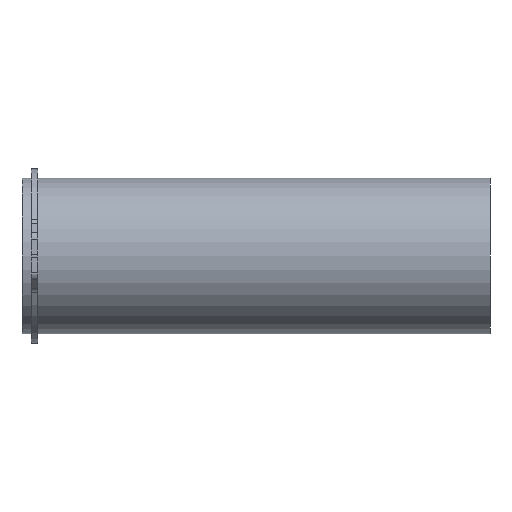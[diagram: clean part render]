
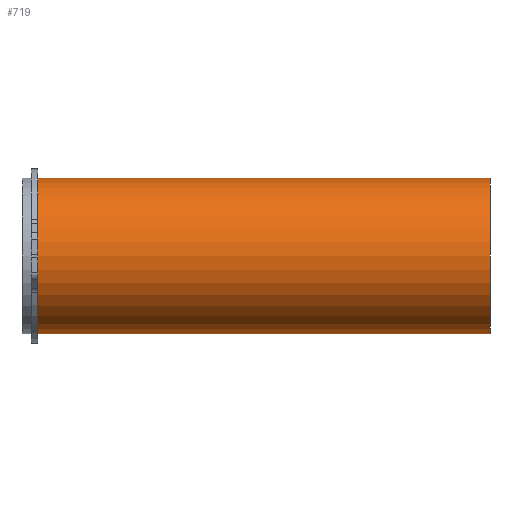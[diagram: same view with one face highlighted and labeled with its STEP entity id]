
A CAD part, left-side view. The second image highlights one B-rep face of the part: STEP entity #719.
In plain terms, the highlighted cylindrical face has radius 12.696 mm (diameter 25.392 mm), a partial arc.
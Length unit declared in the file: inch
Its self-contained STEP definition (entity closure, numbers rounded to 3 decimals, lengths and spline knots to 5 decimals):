
#7 = VERTEX_POINT ( 'NONE', #367 ) ;
#57 = CARTESIAN_POINT ( 'NONE',  ( 0., 2.898, 0.49985 ) ) ;
#67 = EDGE_CURVE ( 'NONE', #7, #922, #1251, .T. ) ;
#92 = EDGE_CURVE ( 'NONE', #198, #105, #936, .T. ) ;
#105 = VERTEX_POINT ( 'NONE', #907 ) ;
#122 = AXIS2_PLACEMENT_3D ( 'NONE', #428, #1167, #958 ) ;
#149 = LINE ( 'NONE', #1090, #1238 ) ;
#171 = ORIENTED_EDGE ( 'NONE', *, *, #67, .T. ) ;
#174 = FACE_OUTER_BOUND ( 'NONE', #1367, .T. ) ;
#198 = VERTEX_POINT ( 'NONE', #57 ) ;
#227 = ORIENTED_EDGE ( 'NONE', *, *, #424, .T. ) ;
#320 = ORIENTED_EDGE ( 'NONE', *, *, #92, .T. ) ;
#343 = VECTOR ( 'NONE', #1206, 39.37008 ) ;
#367 = CARTESIAN_POINT ( 'NONE',  ( 0., 0., -0.49985 ) ) ;
#424 = EDGE_CURVE ( 'NONE', #105, #7, #149, .T. ) ;
#428 = CARTESIAN_POINT ( 'NONE',  ( 0., 3., 0. ) ) ;
#483 = DIRECTION ( 'NONE',  ( 0., 0., 1. ) ) ;
#605 = DIRECTION ( 'NONE',  ( 0., -1., 0. ) ) ;
#704 = DIRECTION ( 'NONE',  ( 0., 0., -1. ) ) ;
#705 = CYLINDRICAL_SURFACE ( 'NONE', #122, 0.49985 ) ;
#719 = ADVANCED_FACE ( 'NONE', ( #174 ), #705, .T. ) ;
#784 = EDGE_CURVE ( 'NONE', #198, #922, #1178, .T. ) ;
#831 = AXIS2_PLACEMENT_3D ( 'NONE', #1014, #1334, #483 ) ;
#848 = CARTESIAN_POINT ( 'NONE',  ( 0., 0., 0.49985 ) ) ;
#899 = DIRECTION ( 'NONE',  ( 0., -1., 0. ) ) ;
#907 = CARTESIAN_POINT ( 'NONE',  ( 0., 2.898, -0.49985 ) ) ;
#922 = VERTEX_POINT ( 'NONE', #848 ) ;
#936 = CIRCLE ( 'NONE', #969, 0.49985 ) ;
#958 = DIRECTION ( 'NONE',  ( 0., 0., -1. ) ) ;
#969 = AXIS2_PLACEMENT_3D ( 'NONE', #1226, #605, #704 ) ;
#988 = CARTESIAN_POINT ( 'NONE',  ( 0., 3., 0.49985 ) ) ;
#1014 = CARTESIAN_POINT ( 'NONE',  ( 0., 0., 0. ) ) ;
#1090 = CARTESIAN_POINT ( 'NONE',  ( 0., 3., -0.49985 ) ) ;
#1167 = DIRECTION ( 'NONE',  ( 0., -1., 0. ) ) ;
#1173 = ORIENTED_EDGE ( 'NONE', *, *, #784, .F. ) ;
#1178 = LINE ( 'NONE', #988, #343 ) ;
#1206 = DIRECTION ( 'NONE',  ( 0., -1., 0. ) ) ;
#1226 = CARTESIAN_POINT ( 'NONE',  ( 0., 2.898, 0. ) ) ;
#1238 = VECTOR ( 'NONE', #899, 39.37008 ) ;
#1251 = CIRCLE ( 'NONE', #831, 0.49985 ) ;
#1334 = DIRECTION ( 'NONE',  ( 0., 1., 0. ) ) ;
#1367 = EDGE_LOOP ( 'NONE', ( #1173, #320, #227, #171 ) ) ;
